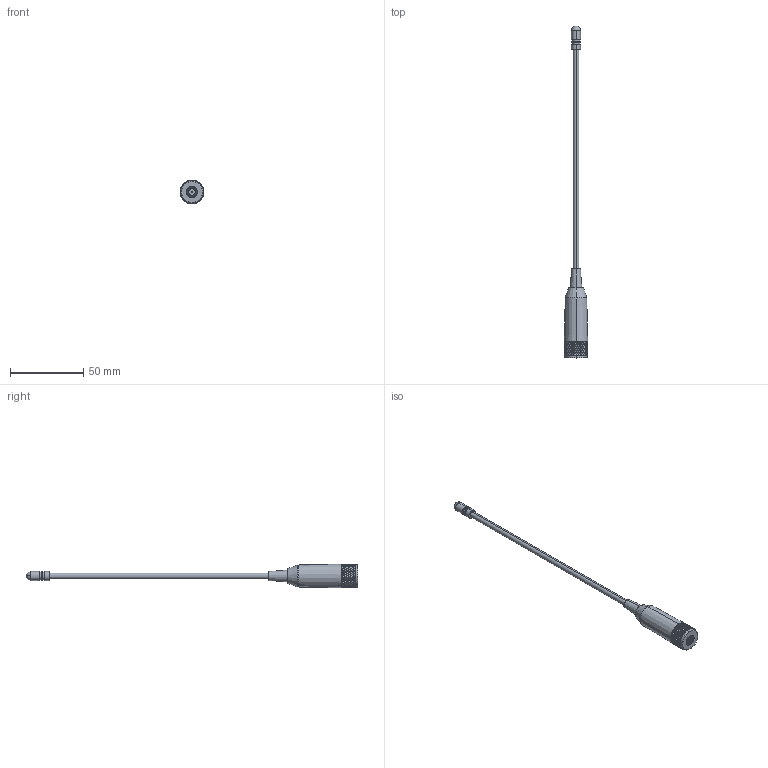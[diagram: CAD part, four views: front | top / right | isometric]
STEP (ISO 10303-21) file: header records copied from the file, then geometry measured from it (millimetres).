
FILE_DESCRIPTION (( 'STEP AP214' ), '1' );
FILE_NAME ('FW.95.B.SMA.M.STEP', '2018-04-13T09:13:06', ( '' ), ( '' ), 'SwSTEP 2.0', 'SolidWorks 2017', '' );
FILE_SCHEMA (( 'AUTOMOTIVE_DESIGN' ));
Length unit declared in the file: millimetre
Products named in the file (5): Housing; Flexible Whip; CAP; Connector; FW.95.B.SMA.M
Assembly tree (4 placements, depth 2):
  FW.95.B.SMA.M
    Connector
    CAP
    Flexible Whip
    Housing
Bounding box: 16 x 226 x 16 mm (x, y, z)
Volume: 7544.1 mm3; surface area: 8357.9 mm2
Topology: 4 solids, 4 shells, 1393 faces, 2949 edges, 1573 vertices
Faces by surface type: bspline 1010, cylinder 338, cone 19, plane 18, torus 6, sphere 2
Entity records: 117798 total; most frequent: CARTESIAN_POINT 99740, ORIENTED_EDGE 5894, EDGE_CURVE 2947, VERTEX_POINT 1573, EDGE_LOOP 1406, ADVANCED_FACE 1393, FACE_OUTER_BOUND 1393, DIRECTION 1271
